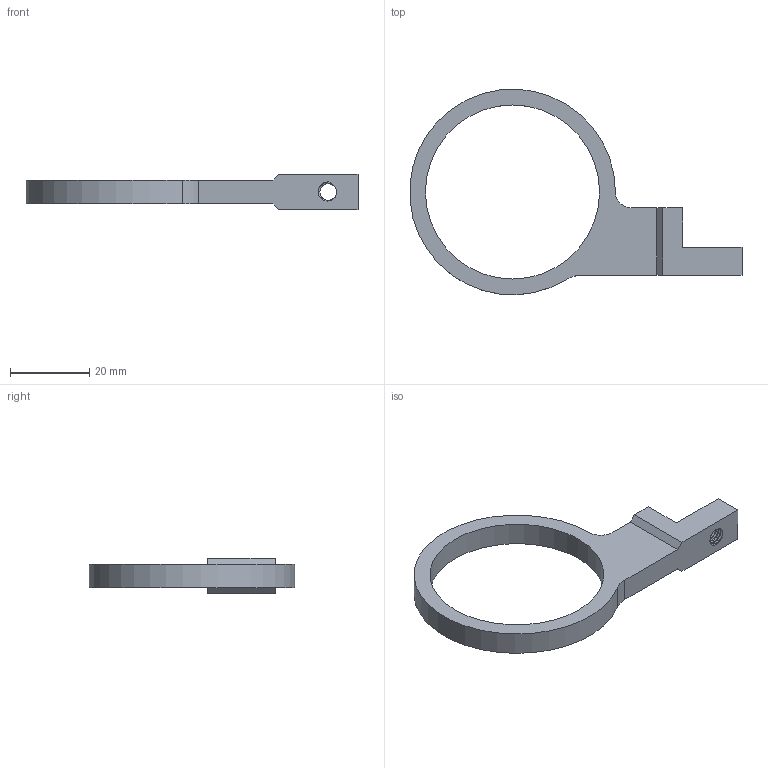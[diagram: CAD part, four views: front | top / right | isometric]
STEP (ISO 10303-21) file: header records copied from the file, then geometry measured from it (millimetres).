
FILE_DESCRIPTION(/* description */ (''),/* implementation_level */ '2;1');
FILE_NAME(/* name */ 'support gb gauche v3.step',/* time_stamp */ '2021-01-22T15:09:14+01:00',/* author */ (''),/* organization */ (''),/* preprocessor_version */ 'ST-DEVELOPER v18.1',/* originating_system */ 'Autodesk Translation Framework v9.7.1.1290',/* authorisation */ '');
FILE_SCHEMA (('AUTOMOTIVE_DESIGN { 1 0 10303 214 3 1 1 }'));
Length unit declared in the file: millimetre
Products named in the file (1): support gb gauche
Bounding box: 83.91 x 51.95 x 9 mm (x, y, z)
Volume: 6901.9 mm3; surface area: 4692.7 mm2
Topology: 1 solids, 1 shells, 37 faces, 105 edges, 70 vertices
Faces by surface type: cylinder 24, plane 11, bspline 2
Full cylindrical faces by diameter (mm): 4.234 x4, 5.12 x2, 44 x1
Entity records: 2516 total; most frequent: CARTESIAN_POINT 1588, ORIENTED_EDGE 210, DIRECTION 147, EDGE_CURVE 105, VERTEX_POINT 70, LINE 49, VECTOR 49, AXIS2_PLACEMENT_3D 49
